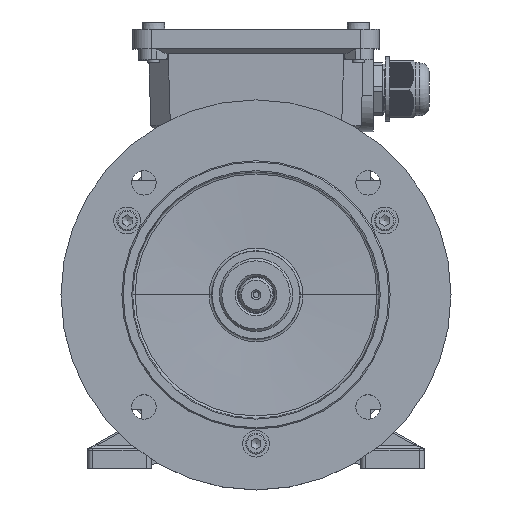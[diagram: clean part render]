
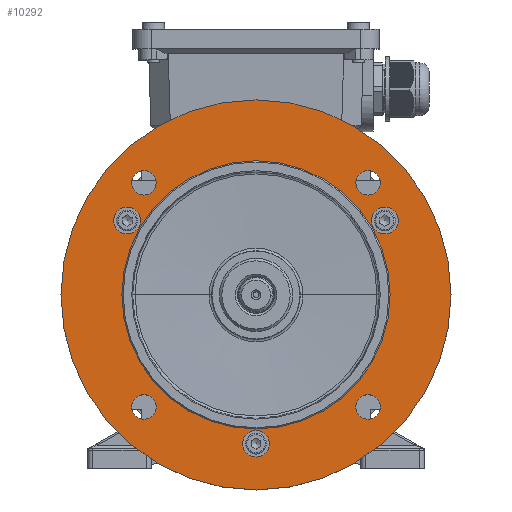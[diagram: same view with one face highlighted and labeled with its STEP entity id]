
A CAD part, top view. The second image highlights one B-rep face of the part: STEP entity #10292.
In plain terms, the highlighted planar face has unit normal (0, 0, 1).
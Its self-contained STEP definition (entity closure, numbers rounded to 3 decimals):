
#2139=FACE_BOUND('',#19944,.T.);
#2140=FACE_BOUND('',#19945,.T.);
#2141=FACE_BOUND('',#19946,.T.);
#2142=FACE_BOUND('',#19947,.T.);
#2143=FACE_BOUND('',#19948,.T.);
#2144=FACE_BOUND('',#19949,.T.);
#2145=FACE_BOUND('',#19950,.T.);
#2146=FACE_BOUND('',#19951,.T.);
#2147=FACE_BOUND('',#19952,.T.);
#4606=PLANE('',#83190);
#10292=ADVANCED_FACE('',(#2139,#2140,#2141,#2142,#2143,#2144,#2145,#2146,
#2147),#4606,.T.);
#19944=EDGE_LOOP('',(#54346,#54347));
#19945=EDGE_LOOP('',(#54348,#54349));
#19946=EDGE_LOOP('',(#54350,#54351));
#19947=EDGE_LOOP('',(#54352,#54353));
#19948=EDGE_LOOP('',(#54354,#54355));
#19949=EDGE_LOOP('',(#54356,#54357));
#19950=EDGE_LOOP('',(#54358,#54359));
#19951=EDGE_LOOP('',(#54360,#54361));
#19952=EDGE_LOOP('',(#54362,#54363));
#54346=ORIENTED_EDGE('',*,*,#72806,.F.);
#54347=ORIENTED_EDGE('',*,*,#73107,.F.);
#54348=ORIENTED_EDGE('',*,*,#73108,.F.);
#54349=ORIENTED_EDGE('',*,*,#72753,.F.);
#54350=ORIENTED_EDGE('',*,*,#72757,.F.);
#54351=ORIENTED_EDGE('',*,*,#73109,.F.);
#54352=ORIENTED_EDGE('',*,*,#73110,.F.);
#54353=ORIENTED_EDGE('',*,*,#72761,.F.);
#54354=ORIENTED_EDGE('',*,*,#72763,.F.);
#54355=ORIENTED_EDGE('',*,*,#73111,.F.);
#54356=ORIENTED_EDGE('',*,*,#72767,.F.);
#54357=ORIENTED_EDGE('',*,*,#73112,.F.);
#54358=ORIENTED_EDGE('',*,*,#72771,.F.);
#54359=ORIENTED_EDGE('',*,*,#73113,.F.);
#54360=ORIENTED_EDGE('',*,*,#72775,.F.);
#54361=ORIENTED_EDGE('',*,*,#73114,.F.);
#54362=ORIENTED_EDGE('',*,*,#72809,.T.);
#54363=ORIENTED_EDGE('',*,*,#73106,.T.);
#61889=VERTEX_POINT('',#140849);
#61890=VERTEX_POINT('',#140851);
#61893=VERTEX_POINT('',#140858);
#61894=VERTEX_POINT('',#140860);
#61897=VERTEX_POINT('',#140867);
#61898=VERTEX_POINT('',#140869);
#61899=VERTEX_POINT('',#140873);
#61900=VERTEX_POINT('',#140874);
#61903=VERTEX_POINT('',#140882);
#61904=VERTEX_POINT('',#140883);
#61907=VERTEX_POINT('',#140891);
#61908=VERTEX_POINT('',#140892);
#61911=VERTEX_POINT('',#140900);
#61912=VERTEX_POINT('',#140901);
#61939=VERTEX_POINT('',#140963);
#61942=VERTEX_POINT('',#140968);
#61945=VERTEX_POINT('',#140975);
#61946=VERTEX_POINT('',#140977);
#72753=EDGE_CURVE('',#61889,#61890,#75990,.T.);
#72757=EDGE_CURVE('',#61893,#61894,#75992,.T.);
#72761=EDGE_CURVE('',#61897,#61898,#75994,.T.);
#72763=EDGE_CURVE('',#61899,#61900,#75995,.T.);
#72767=EDGE_CURVE('',#61903,#61904,#75997,.T.);
#72771=EDGE_CURVE('',#61907,#61908,#75999,.T.);
#72775=EDGE_CURVE('',#61911,#61912,#76001,.T.);
#72806=EDGE_CURVE('',#61942,#61939,#76016,.T.);
#72809=EDGE_CURVE('',#61946,#61945,#76018,.T.);
#73106=EDGE_CURVE('',#61945,#61946,#76191,.T.);
#73107=EDGE_CURVE('',#61939,#61942,#76192,.T.);
#73108=EDGE_CURVE('',#61890,#61889,#76193,.T.);
#73109=EDGE_CURVE('',#61894,#61893,#76194,.T.);
#73110=EDGE_CURVE('',#61898,#61897,#76195,.T.);
#73111=EDGE_CURVE('',#61900,#61899,#76196,.T.);
#73112=EDGE_CURVE('',#61904,#61903,#76197,.T.);
#73113=EDGE_CURVE('',#61908,#61907,#76198,.T.);
#73114=EDGE_CURVE('',#61912,#61911,#76199,.T.);
#75990=CIRCLE('',#82895,5.5);
#75992=CIRCLE('',#82898,5.5);
#75994=CIRCLE('',#82901,5.5);
#75995=CIRCLE('',#82903,5.);
#75997=CIRCLE('',#82906,5.);
#75999=CIRCLE('',#82909,5.);
#76001=CIRCLE('',#82912,5.);
#76016=CIRCLE('',#82934,55.);
#76018=CIRCLE('',#82937,80.);
#76191=CIRCLE('',#83180,80.);
#76192=CIRCLE('',#83182,55.);
#76193=CIRCLE('',#83183,5.5);
#76194=CIRCLE('',#83184,5.5);
#76195=CIRCLE('',#83185,5.5);
#76196=CIRCLE('',#83186,5.);
#76197=CIRCLE('',#83187,5.);
#76198=CIRCLE('',#83188,5.);
#76199=CIRCLE('',#83189,5.);
#82895=AXIS2_PLACEMENT_3D('',#140850,#102796,#102797);
#82898=AXIS2_PLACEMENT_3D('',#140859,#102804,#102805);
#82901=AXIS2_PLACEMENT_3D('',#140868,#102812,#102813);
#82903=AXIS2_PLACEMENT_3D('',#140872,#102817,#102818);
#82906=AXIS2_PLACEMENT_3D('',#140881,#102825,#102826);
#82909=AXIS2_PLACEMENT_3D('',#140890,#102833,#102834);
#82912=AXIS2_PLACEMENT_3D('',#140899,#102841,#102842);
#82934=AXIS2_PLACEMENT_3D('',#140969,#102901,#102902);
#82937=AXIS2_PLACEMENT_3D('',#140976,#102908,#102909);
#83180=AXIS2_PLACEMENT_3D('',#141594,#103506,#103507);
#83182=AXIS2_PLACEMENT_3D('',#141596,#103510,#103511);
#83183=AXIS2_PLACEMENT_3D('',#141597,#103512,#103513);
#83184=AXIS2_PLACEMENT_3D('',#141598,#103514,#103515);
#83185=AXIS2_PLACEMENT_3D('',#141599,#103516,#103517);
#83186=AXIS2_PLACEMENT_3D('',#141600,#103518,#103519);
#83187=AXIS2_PLACEMENT_3D('',#141601,#103520,#103521);
#83188=AXIS2_PLACEMENT_3D('',#141602,#103522,#103523);
#83189=AXIS2_PLACEMENT_3D('',#141603,#103524,#103525);
#83190=AXIS2_PLACEMENT_3D('',#141604,#103526,#103527);
#102796=DIRECTION('',(0.,0.,1.));
#102797=DIRECTION('',(1.,0.,0.));
#102804=DIRECTION('',(0.,0.,1.));
#102805=DIRECTION('',(1.,0.,0.));
#102812=DIRECTION('',(0.,0.,1.));
#102813=DIRECTION('',(1.,0.,0.));
#102817=DIRECTION('',(0.,0.,1.));
#102818=DIRECTION('',(1.,0.,0.));
#102825=DIRECTION('',(0.,0.,1.));
#102826=DIRECTION('',(1.,0.,0.));
#102833=DIRECTION('',(0.,0.,1.));
#102834=DIRECTION('',(1.,0.,0.));
#102841=DIRECTION('',(0.,0.,1.));
#102842=DIRECTION('',(1.,0.,0.));
#102901=DIRECTION('',(0.,0.,1.));
#102902=DIRECTION('',(1.,0.,0.));
#102908=DIRECTION('',(0.,0.,1.));
#102909=DIRECTION('',(1.,0.,0.));
#103506=DIRECTION('',(0.,0.,1.));
#103507=DIRECTION('',(1.,0.,0.));
#103510=DIRECTION('',(0.,0.,1.));
#103511=DIRECTION('',(1.,0.,0.));
#103512=DIRECTION('',(0.,0.,1.));
#103513=DIRECTION('',(1.,0.,0.));
#103514=DIRECTION('',(0.,0.,1.));
#103515=DIRECTION('',(1.,0.,0.));
#103516=DIRECTION('',(0.,0.,1.));
#103517=DIRECTION('',(1.,0.,0.));
#103518=DIRECTION('',(0.,0.,1.));
#103519=DIRECTION('',(1.,0.,0.));
#103520=DIRECTION('',(0.,0.,1.));
#103521=DIRECTION('',(1.,0.,0.));
#103522=DIRECTION('',(0.,0.,1.));
#103523=DIRECTION('',(1.,0.,0.));
#103524=DIRECTION('',(0.,0.,1.));
#103525=DIRECTION('',(1.,0.,0.));
#103526=DIRECTION('',(0.,0.,1.));
#103527=DIRECTION('',(1.,0.,0.));
#140849=CARTESIAN_POINT('',(-134.067,31.901,90.));
#140850=CARTESIAN_POINT('',(-139.567,31.901,90.));
#140851=CARTESIAN_POINT('',(-145.067,31.901,90.));
#140858=CARTESIAN_POINT('',(-239.722,31.901,90.));
#140859=CARTESIAN_POINT('',(-245.222,31.901,90.));
#140860=CARTESIAN_POINT('',(-250.722,31.901,90.));
#140867=CARTESIAN_POINT('',(-186.895,-59.599,90.));
#140868=CARTESIAN_POINT('',(-192.395,-59.599,90.));
#140869=CARTESIAN_POINT('',(-197.895,-59.599,90.));
#140872=CARTESIAN_POINT('',(-146.433,-44.561,90.));
#140873=CARTESIAN_POINT('',(-141.433,-44.561,90.));
#140874=CARTESIAN_POINT('',(-151.433,-44.561,90.));
#140881=CARTESIAN_POINT('',(-238.357,-44.561,90.));
#140882=CARTESIAN_POINT('',(-233.357,-44.561,90.));
#140883=CARTESIAN_POINT('',(-243.357,-44.561,90.));
#140890=CARTESIAN_POINT('',(-238.357,47.363,90.));
#140891=CARTESIAN_POINT('',(-233.357,47.363,90.));
#140892=CARTESIAN_POINT('',(-243.357,47.363,90.));
#140899=CARTESIAN_POINT('',(-146.433,47.363,90.));
#140900=CARTESIAN_POINT('',(-141.433,47.363,90.));
#140901=CARTESIAN_POINT('',(-151.433,47.363,90.));
#140963=CARTESIAN_POINT('',(-137.395,1.401,90.));
#140968=CARTESIAN_POINT('',(-247.395,1.401,90.));
#140969=CARTESIAN_POINT('',(-192.395,1.401,90.));
#140975=CARTESIAN_POINT('',(-112.395,1.401,90.));
#140976=CARTESIAN_POINT('',(-192.395,1.401,90.));
#140977=CARTESIAN_POINT('',(-272.395,1.401,90.));
#141594=CARTESIAN_POINT('',(-192.395,1.401,90.));
#141596=CARTESIAN_POINT('',(-192.395,1.401,90.));
#141597=CARTESIAN_POINT('',(-139.567,31.901,90.));
#141598=CARTESIAN_POINT('',(-245.222,31.901,90.));
#141599=CARTESIAN_POINT('',(-192.395,-59.599,90.));
#141600=CARTESIAN_POINT('',(-146.433,-44.561,90.));
#141601=CARTESIAN_POINT('',(-238.357,-44.561,90.));
#141602=CARTESIAN_POINT('',(-238.357,47.363,90.));
#141603=CARTESIAN_POINT('',(-146.433,47.363,90.));
#141604=CARTESIAN_POINT('',(-192.395,81.401,90.));
